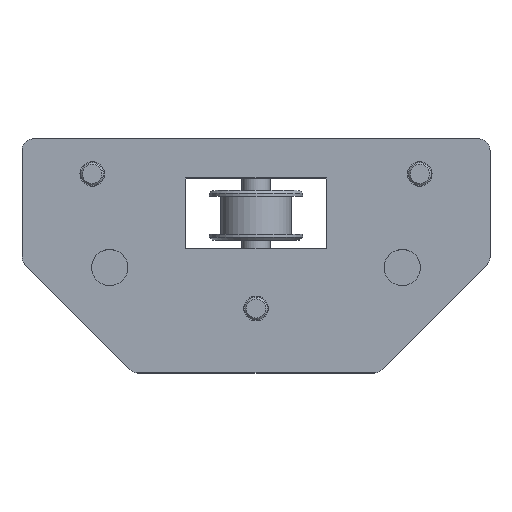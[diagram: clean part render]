
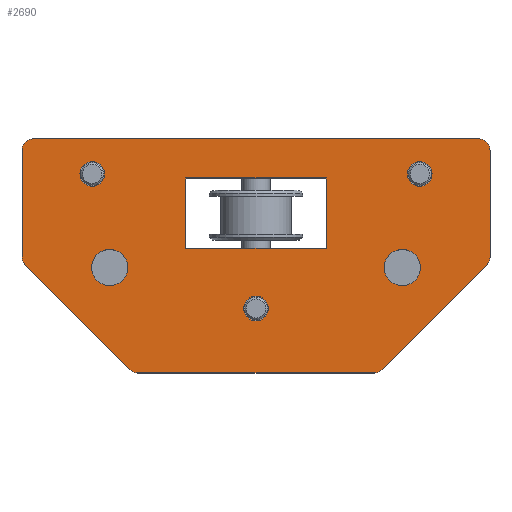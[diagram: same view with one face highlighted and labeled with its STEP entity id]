
A CAD part, top view. The second image highlights one B-rep face of the part: STEP entity #2690.
In plain terms, the highlighted planar face has unit normal (0, 0, 1).
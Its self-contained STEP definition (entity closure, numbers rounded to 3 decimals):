
#85=FACE_BOUND('',#426,.T.);
#86=FACE_BOUND('',#427,.T.);
#87=FACE_BOUND('',#428,.T.);
#88=FACE_BOUND('',#429,.T.);
#89=FACE_BOUND('',#430,.T.);
#90=FACE_BOUND('',#431,.T.);
#142=PLANE('',#2943);
#251=FACE_OUTER_BOUND('',#425,.T.);
#425=EDGE_LOOP('',(#1931,#1932,#1933,#1934,#1935,#1936,#1937,#1938,#1939,
#1940,#1941,#1942));
#426=EDGE_LOOP('',(#1943));
#427=EDGE_LOOP('',(#1944));
#428=EDGE_LOOP('',(#1945));
#429=EDGE_LOOP('',(#1946));
#430=EDGE_LOOP('',(#1947));
#431=EDGE_LOOP('',(#1948,#1949,#1950,#1951));
#650=LINE('',#4116,#903);
#679=LINE('',#4187,#932);
#680=LINE('',#4191,#933);
#681=LINE('',#4195,#934);
#682=LINE('',#4199,#935);
#683=LINE('',#4202,#936);
#684=LINE('',#4215,#937);
#685=LINE('',#4217,#938);
#686=LINE('',#4219,#939);
#687=LINE('',#4220,#940);
#903=VECTOR('',#3251,10.);
#932=VECTOR('',#3298,10.);
#933=VECTOR('',#3301,10.);
#934=VECTOR('',#3304,10.);
#935=VECTOR('',#3307,10.);
#936=VECTOR('',#3310,10.);
#937=VECTOR('',#3321,10.);
#938=VECTOR('',#3322,10.);
#939=VECTOR('',#3323,10.);
#940=VECTOR('',#3324,10.);
#1152=CIRCLE('',#2932,2.);
#1159=CIRCLE('',#2942,2.);
#1160=CIRCLE('',#2944,2.);
#1161=CIRCLE('',#2945,2.);
#1162=CIRCLE('',#2946,2.);
#1163=CIRCLE('',#2947,2.);
#1164=CIRCLE('',#2948,2.1);
#1165=CIRCLE('',#2949,2.1);
#1166=CIRCLE('',#2950,2.1);
#1167=CIRCLE('',#2951,3.1);
#1168=CIRCLE('',#2952,3.1);
#1272=VERTEX_POINT('',#4103);
#1273=VERTEX_POINT('',#4104);
#1277=VERTEX_POINT('',#4114);
#1309=VERTEX_POINT('',#4182);
#1310=VERTEX_POINT('',#4186);
#1311=VERTEX_POINT('',#4188);
#1312=VERTEX_POINT('',#4190);
#1313=VERTEX_POINT('',#4192);
#1314=VERTEX_POINT('',#4194);
#1315=VERTEX_POINT('',#4196);
#1316=VERTEX_POINT('',#4198);
#1317=VERTEX_POINT('',#4200);
#1318=VERTEX_POINT('',#4203);
#1319=VERTEX_POINT('',#4205);
#1320=VERTEX_POINT('',#4207);
#1321=VERTEX_POINT('',#4209);
#1322=VERTEX_POINT('',#4211);
#1323=VERTEX_POINT('',#4213);
#1324=VERTEX_POINT('',#4214);
#1325=VERTEX_POINT('',#4216);
#1326=VERTEX_POINT('',#4218);
#1512=EDGE_CURVE('',#1272,#1273,#1152,.T.);
#1518=EDGE_CURVE('',#1272,#1277,#650,.T.);
#1551=EDGE_CURVE('',#1309,#1277,#1159,.T.);
#1553=EDGE_CURVE('',#1309,#1310,#679,.T.);
#1554=EDGE_CURVE('',#1311,#1310,#1160,.T.);
#1555=EDGE_CURVE('',#1312,#1311,#680,.T.);
#1556=EDGE_CURVE('',#1313,#1312,#1161,.T.);
#1557=EDGE_CURVE('',#1313,#1314,#681,.T.);
#1558=EDGE_CURVE('',#1315,#1314,#1162,.T.);
#1559=EDGE_CURVE('',#1316,#1315,#682,.T.);
#1560=EDGE_CURVE('',#1317,#1316,#1163,.T.);
#1561=EDGE_CURVE('',#1317,#1273,#683,.T.);
#1562=EDGE_CURVE('',#1318,#1318,#1164,.T.);
#1563=EDGE_CURVE('',#1319,#1319,#1165,.T.);
#1564=EDGE_CURVE('',#1320,#1320,#1166,.T.);
#1565=EDGE_CURVE('',#1321,#1321,#1167,.T.);
#1566=EDGE_CURVE('',#1322,#1322,#1168,.T.);
#1567=EDGE_CURVE('',#1323,#1324,#684,.T.);
#1568=EDGE_CURVE('',#1324,#1325,#685,.T.);
#1569=EDGE_CURVE('',#1325,#1326,#686,.T.);
#1570=EDGE_CURVE('',#1326,#1323,#687,.T.);
#1931=ORIENTED_EDGE('',*,*,#1512,.F.);
#1932=ORIENTED_EDGE('',*,*,#1518,.T.);
#1933=ORIENTED_EDGE('',*,*,#1551,.F.);
#1934=ORIENTED_EDGE('',*,*,#1553,.T.);
#1935=ORIENTED_EDGE('',*,*,#1554,.F.);
#1936=ORIENTED_EDGE('',*,*,#1555,.F.);
#1937=ORIENTED_EDGE('',*,*,#1556,.F.);
#1938=ORIENTED_EDGE('',*,*,#1557,.T.);
#1939=ORIENTED_EDGE('',*,*,#1558,.F.);
#1940=ORIENTED_EDGE('',*,*,#1559,.F.);
#1941=ORIENTED_EDGE('',*,*,#1560,.F.);
#1942=ORIENTED_EDGE('',*,*,#1561,.T.);
#1943=ORIENTED_EDGE('',*,*,#1562,.T.);
#1944=ORIENTED_EDGE('',*,*,#1563,.T.);
#1945=ORIENTED_EDGE('',*,*,#1564,.T.);
#1946=ORIENTED_EDGE('',*,*,#1565,.T.);
#1947=ORIENTED_EDGE('',*,*,#1566,.T.);
#1948=ORIENTED_EDGE('',*,*,#1567,.T.);
#1949=ORIENTED_EDGE('',*,*,#1568,.T.);
#1950=ORIENTED_EDGE('',*,*,#1569,.T.);
#1951=ORIENTED_EDGE('',*,*,#1570,.T.);
#2690=ADVANCED_FACE('',(#251,#85,#86,#87,#88,#89,#90),#142,.T.);
#2932=AXIS2_PLACEMENT_3D('',#4105,#3241,#3242);
#2942=AXIS2_PLACEMENT_3D('',#4183,#3293,#3294);
#2943=AXIS2_PLACEMENT_3D('',#4185,#3296,#3297);
#2944=AXIS2_PLACEMENT_3D('',#4189,#3299,#3300);
#2945=AXIS2_PLACEMENT_3D('',#4193,#3302,#3303);
#2946=AXIS2_PLACEMENT_3D('',#4197,#3305,#3306);
#2947=AXIS2_PLACEMENT_3D('',#4201,#3308,#3309);
#2948=AXIS2_PLACEMENT_3D('',#4204,#3311,#3312);
#2949=AXIS2_PLACEMENT_3D('',#4206,#3313,#3314);
#2950=AXIS2_PLACEMENT_3D('',#4208,#3315,#3316);
#2951=AXIS2_PLACEMENT_3D('',#4210,#3317,#3318);
#2952=AXIS2_PLACEMENT_3D('',#4212,#3319,#3320);
#3241=DIRECTION('center_axis',(0.,0.,-1.));
#3242=DIRECTION('ref_axis',(0.707,0.707,0.));
#3251=DIRECTION('',(-1.,0.,0.));
#3293=DIRECTION('center_axis',(0.,0.,-1.));
#3294=DIRECTION('ref_axis',(-0.707,0.707,0.));
#3296=DIRECTION('center_axis',(0.,0.,1.));
#3297=DIRECTION('ref_axis',(1.,0.,0.));
#3298=DIRECTION('',(0.,-1.,0.));
#3299=DIRECTION('center_axis',(0.,0.,-1.));
#3300=DIRECTION('ref_axis',(-0.924,-0.383,0.));
#3301=DIRECTION('',(-0.707,0.707,0.));
#3302=DIRECTION('center_axis',(0.,0.,-1.));
#3303=DIRECTION('ref_axis',(-0.383,-0.924,0.));
#3304=DIRECTION('',(1.,0.,0.));
#3305=DIRECTION('center_axis',(0.,0.,-1.));
#3306=DIRECTION('ref_axis',(0.383,-0.924,0.));
#3307=DIRECTION('',(-0.707,-0.707,0.));
#3308=DIRECTION('center_axis',(0.,0.,-1.));
#3309=DIRECTION('ref_axis',(0.924,-0.383,0.));
#3310=DIRECTION('',(0.,1.,0.));
#3311=DIRECTION('center_axis',(0.,0.,-1.));
#3312=DIRECTION('ref_axis',(1.,0.,0.));
#3313=DIRECTION('center_axis',(0.,0.,-1.));
#3314=DIRECTION('ref_axis',(1.,0.,0.));
#3315=DIRECTION('center_axis',(0.,0.,-1.));
#3316=DIRECTION('ref_axis',(1.,0.,0.));
#3317=DIRECTION('center_axis',(0.,0.,-1.));
#3318=DIRECTION('ref_axis',(1.,0.,0.));
#3319=DIRECTION('center_axis',(0.,0.,-1.));
#3320=DIRECTION('ref_axis',(1.,0.,0.));
#3321=DIRECTION('',(0.,1.,0.));
#3322=DIRECTION('',(1.,0.,0.));
#3323=DIRECTION('',(0.,-1.,0.));
#3324=DIRECTION('',(-1.,0.,0.));
#4103=CARTESIAN_POINT('',(38.,22.,12.));
#4104=CARTESIAN_POINT('',(40.,20.,12.));
#4105=CARTESIAN_POINT('Origin',(38.,20.,12.));
#4114=CARTESIAN_POINT('',(-38.,22.,12.));
#4116=CARTESIAN_POINT('',(-40.,22.,12.));
#4182=CARTESIAN_POINT('',(-40.,20.,12.));
#4183=CARTESIAN_POINT('Origin',(-38.,20.,12.));
#4185=CARTESIAN_POINT('Origin',(0.,2.,12.));
#4186=CARTESIAN_POINT('',(-40.,1.828,12.));
#4187=CARTESIAN_POINT('',(-40.,-18.,12.));
#4188=CARTESIAN_POINT('',(-39.414,0.414,12.));
#4189=CARTESIAN_POINT('Origin',(-38.,1.828,12.));
#4190=CARTESIAN_POINT('',(-21.586,-17.414,12.));
#4191=CARTESIAN_POINT('',(-25.5,-13.5,12.));
#4192=CARTESIAN_POINT('',(-20.172,-18.,12.));
#4193=CARTESIAN_POINT('Origin',(-20.172,-16.,12.));
#4194=CARTESIAN_POINT('',(20.172,-18.,12.));
#4195=CARTESIAN_POINT('',(40.,-18.,12.));
#4196=CARTESIAN_POINT('',(21.586,-17.414,12.));
#4197=CARTESIAN_POINT('Origin',(20.172,-16.,12.));
#4198=CARTESIAN_POINT('',(39.414,0.414,12.));
#4199=CARTESIAN_POINT('',(25.5,-13.5,12.));
#4200=CARTESIAN_POINT('',(40.,1.828,12.));
#4201=CARTESIAN_POINT('Origin',(38.,1.828,12.));
#4202=CARTESIAN_POINT('',(40.,22.,12.));
#4203=CARTESIAN_POINT('',(25.9,16.,12.));
#4204=CARTESIAN_POINT('Origin',(28.,16.,12.));
#4205=CARTESIAN_POINT('',(-2.1,-7.,12.));
#4206=CARTESIAN_POINT('Origin',(0.,-7.,
12.));
#4207=CARTESIAN_POINT('',(-30.1,16.,12.));
#4208=CARTESIAN_POINT('Origin',(-28.,16.,12.));
#4209=CARTESIAN_POINT('',(21.9,0.,12.));
#4210=CARTESIAN_POINT('Origin',(25.,0.,12.));
#4211=CARTESIAN_POINT('',(-28.1,0.,12.));
#4212=CARTESIAN_POINT('Origin',(-25.,0.,12.));
#4213=CARTESIAN_POINT('',(-12.,3.312,12.));
#4214=CARTESIAN_POINT('',(-12.,15.312,12.));
#4215=CARTESIAN_POINT('',(-12.,15.312,12.));
#4216=CARTESIAN_POINT('',(12.,15.312,12.));
#4217=CARTESIAN_POINT('',(12.,15.312,12.));
#4218=CARTESIAN_POINT('',(12.,3.312,12.));
#4219=CARTESIAN_POINT('',(12.,3.312,12.));
#4220=CARTESIAN_POINT('',(-12.,3.312,12.));
